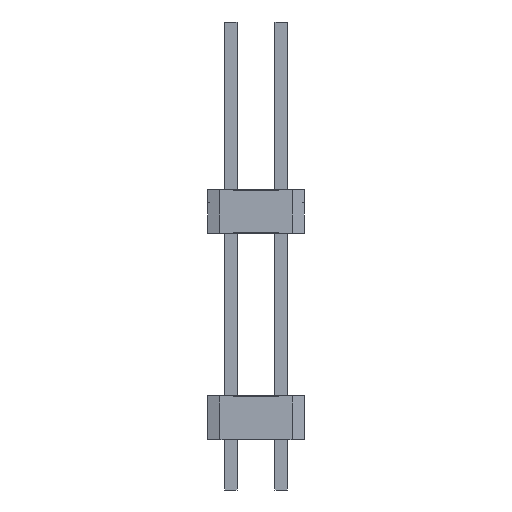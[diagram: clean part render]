
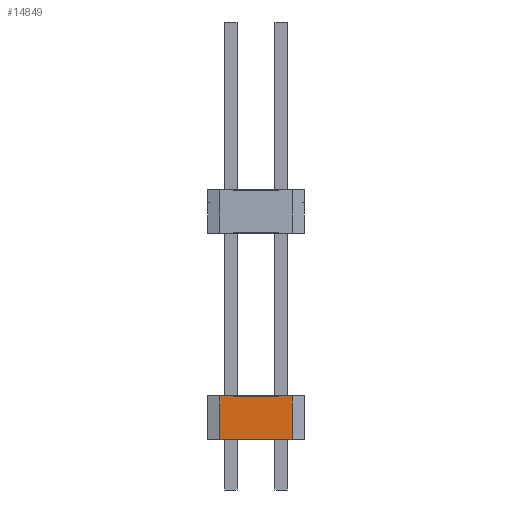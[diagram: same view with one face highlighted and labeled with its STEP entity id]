
A CAD part, left-side view. The second image highlights one B-rep face of the part: STEP entity #14849.
In plain terms, the highlighted planar face has unit normal (-1, 0, 0).
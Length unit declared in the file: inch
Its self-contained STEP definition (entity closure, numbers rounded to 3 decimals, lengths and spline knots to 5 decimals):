
#298=DIRECTION('',(0.,1.,0.));
#299=VECTOR('',#298,0.02662);
#300=CARTESIAN_POINT('',(-0.042,-0.07162,-0.82992));
#301=LINE('',#300,#299);
#546=DIRECTION('',(0.,1.,0.));
#547=VECTOR('',#546,0.02662);
#548=CARTESIAN_POINT('',(-0.042,0.045,-0.82992));
#549=LINE('',#548,#547);
#1362=DIRECTION('',(0.,0.,-1.));
#1363=VECTOR('',#1362,0.087);
#1364=CARTESIAN_POINT('',(-0.042,-0.07162,-0.74292));
#1365=LINE('',#1364,#1363);
#1366=DIRECTION('',(0.,1.,0.));
#1367=VECTOR('',#1366,0.02662);
#1368=CARTESIAN_POINT('',(-0.042,-0.07162,-0.74292));
#1369=LINE('',#1368,#1367);
#1382=DIRECTION('',(0.,1.,0.));
#1383=VECTOR('',#1382,0.02662);
#1384=CARTESIAN_POINT('',(-0.042,0.045,-0.74292));
#1385=LINE('',#1384,#1383);
#1706=DIRECTION('',(0.,0.,-1.));
#1707=VECTOR('',#1706,0.00114);
#1708=CARTESIAN_POINT('',(-0.042,-0.045,-0.74292));
#1709=LINE('',#1708,#1707);
#1714=DIRECTION('',(0.,0.,-1.));
#1715=VECTOR('',#1714,0.00114);
#1716=CARTESIAN_POINT('',(-0.042,-0.045,-0.82878));
#1717=LINE('',#1716,#1715);
#2050=DIRECTION('',(0.,0.,-1.));
#2051=VECTOR('',#2050,0.00114);
#2052=CARTESIAN_POINT('',(-0.042,0.045,-0.74292));
#2053=LINE('',#2052,#2051);
#2058=DIRECTION('',(0.,0.,-1.));
#2059=VECTOR('',#2058,0.00114);
#2060=CARTESIAN_POINT('',(-0.042,0.045,-0.82878));
#2061=LINE('',#2060,#2059);
#9634=DIRECTION('',(0.,0.,-1.));
#9635=VECTOR('',#9634,0.087);
#9636=CARTESIAN_POINT('',(-0.042,0.07162,-0.74292));
#9637=LINE('',#9636,#9635);
#9690=DIRECTION('',(0.,1.,0.));
#9691=VECTOR('',#9690,0.09);
#9692=CARTESIAN_POINT('',(-0.042,-0.045,-0.74406));
#9693=LINE('',#9692,#9691);
#9694=DIRECTION('',(0.,1.,0.));
#9695=VECTOR('',#9694,0.09);
#9696=CARTESIAN_POINT('',(-0.042,-0.045,-0.82878));
#9697=LINE('',#9696,#9695);
#10142=CARTESIAN_POINT('',(-0.042,-0.07162,-0.74292));
#10143=CARTESIAN_POINT('',(-0.042,-0.045,-0.74292));
#10144=VERTEX_POINT('',#10142);
#10145=VERTEX_POINT('',#10143);
#10146=CARTESIAN_POINT('',(-0.042,0.045,-0.74292));
#10147=CARTESIAN_POINT('',(-0.042,0.07162,-0.74292));
#10148=VERTEX_POINT('',#10146);
#10149=VERTEX_POINT('',#10147);
#10150=CARTESIAN_POINT('',(-0.042,-0.07162,-0.82992));
#10151=CARTESIAN_POINT('',(-0.042,-0.045,-0.82992));
#10152=VERTEX_POINT('',#10150);
#10153=VERTEX_POINT('',#10151);
#10154=CARTESIAN_POINT('',(-0.042,0.045,-0.82992));
#10155=CARTESIAN_POINT('',(-0.042,0.07162,-0.82992));
#10156=VERTEX_POINT('',#10154);
#10157=VERTEX_POINT('',#10155);
#10158=CARTESIAN_POINT('',(-0.042,-0.045,-0.74406));
#10159=VERTEX_POINT('',#10158);
#10160=CARTESIAN_POINT('',(-0.042,-0.045,-0.82878));
#10161=VERTEX_POINT('',#10160);
#10162=CARTESIAN_POINT('',(-0.042,0.045,-0.74406));
#10163=VERTEX_POINT('',#10162);
#10164=CARTESIAN_POINT('',(-0.042,0.045,-0.82878));
#10165=VERTEX_POINT('',#10164);
#14821=CARTESIAN_POINT('',(-0.042,0.096,-0.82992));
#14822=DIRECTION('',(1.,0.,0.));
#14823=DIRECTION('',(0.,-1.,0.));
#14824=AXIS2_PLACEMENT_3D('',#14821,#14822,#14823);
#14825=PLANE('',#14824);
#14827=ORIENTED_EDGE('',*,*,#14826,.F.);
#14828=ORIENTED_EDGE('',*,*,#14812,.T.);
#14829=ORIENTED_EDGE('',*,*,#13018,.T.);
#14831=ORIENTED_EDGE('',*,*,#14830,.F.);
#14833=ORIENTED_EDGE('',*,*,#14832,.T.);
#14835=ORIENTED_EDGE('',*,*,#14834,.T.);
#14836=ORIENTED_EDGE('',*,*,#13198,.T.);
#14838=ORIENTED_EDGE('',*,*,#14837,.F.);
#14840=ORIENTED_EDGE('',*,*,#14839,.F.);
#14842=ORIENTED_EDGE('',*,*,#14841,.T.);
#14844=ORIENTED_EDGE('',*,*,#14843,.F.);
#14846=ORIENTED_EDGE('',*,*,#14845,.F.);
#14847=EDGE_LOOP('',(#14827,#14828,#14829,#14831,#14833,#14835,#14836,#14838,
#14840,#14842,#14844,#14846));
#14848=FACE_OUTER_BOUND('',#14847,.F.);
#13018=EDGE_CURVE('',#10152,#10153,#301,.T.);
#13198=EDGE_CURVE('',#10156,#10157,#549,.T.);
#14812=EDGE_CURVE('',#10144,#10152,#1365,.T.);
#14826=EDGE_CURVE('',#10144,#10145,#1369,.T.);
#14830=EDGE_CURVE('',#10161,#10153,#1717,.T.);
#14832=EDGE_CURVE('',#10161,#10165,#9697,.T.);
#14834=EDGE_CURVE('',#10165,#10156,#2061,.T.);
#14837=EDGE_CURVE('',#10149,#10157,#9637,.T.);
#14839=EDGE_CURVE('',#10148,#10149,#1385,.T.);
#14841=EDGE_CURVE('',#10148,#10163,#2053,.T.);
#14843=EDGE_CURVE('',#10159,#10163,#9693,.T.);
#14845=EDGE_CURVE('',#10145,#10159,#1709,.T.);
#14849=ADVANCED_FACE('',(#14848),#14825,.F.);
